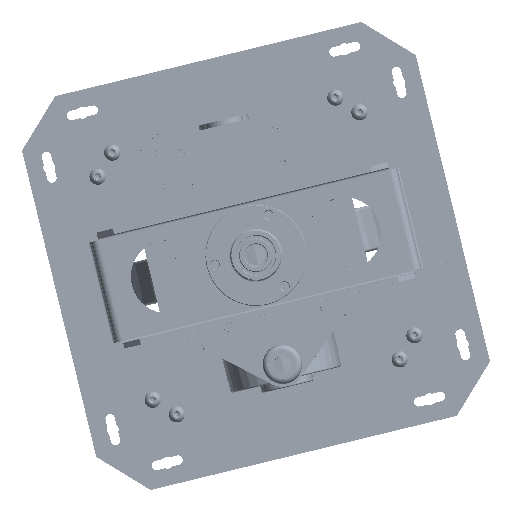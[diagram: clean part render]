
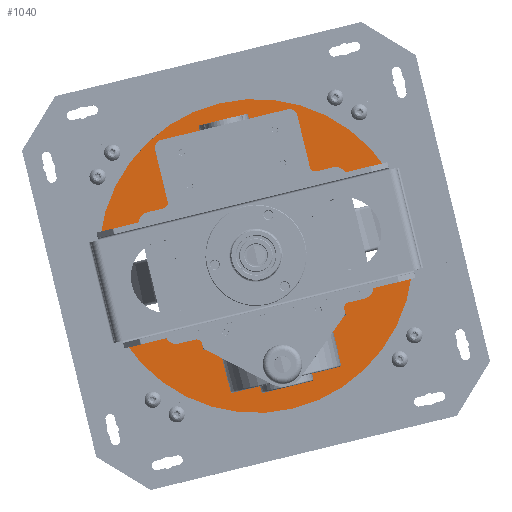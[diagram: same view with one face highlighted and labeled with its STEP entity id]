
A CAD part, top view. The second image highlights one B-rep face of the part: STEP entity #1040.
In plain terms, the highlighted planar face has unit normal (0, 0, 1).
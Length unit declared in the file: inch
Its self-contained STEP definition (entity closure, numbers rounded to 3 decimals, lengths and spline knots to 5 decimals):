
#337=CARTESIAN_POINT('',(1.125,3.50137,0.125));
#338=VERTEX_POINT('',#337);
#339=CARTESIAN_POINT('',(1.125,-1.50137,0.125));
#340=VERTEX_POINT('',#339);
#341=CARTESIAN_POINT('',(1.125,3.50137,0.125));
#342=DIRECTION('',(0.0,-1.0,0.0));
#343=VECTOR('',#342,5.00275);
#344=LINE('',#341,#343);
#345=EDGE_CURVE('',#338,#340,#344,.T.);
#377=CARTESIAN_POINT('',(0.95755,-1.73735,0.125));
#378=VERTEX_POINT('',#377);
#379=CARTESIAN_POINT('',(0.875,-1.50137,0.125));
#380=DIRECTION('',(0.0,0.0,-1.0));
#381=DIRECTION('',(0.33,-0.944,0.0));
#382=AXIS2_PLACEMENT_3D('',#379,#380,#381);
#383=CIRCLE('',#382,0.25);
#384=EDGE_CURVE('',#340,#378,#383,.T.);
#410=CARTESIAN_POINT('',(-0.95755,-1.73735,0.125));
#411=VERTEX_POINT('',#410);
#412=CARTESIAN_POINT('',(0.,1.,0.125));
#413=DIRECTION('',(0.0,0.0,-1.0));
#414=DIRECTION('',(-0.33,-0.944,0.0));
#415=AXIS2_PLACEMENT_3D('',#412,#413,#414);
#416=CIRCLE('',#415,2.9);
#417=EDGE_CURVE('',#378,#411,#416,.T.);
#443=CARTESIAN_POINT('',(-1.125,-1.50137,0.125));
#444=VERTEX_POINT('',#443);
#445=CARTESIAN_POINT('',(-0.875,-1.50137,0.125));
#446=DIRECTION('',(0.0,0.0,-1.0));
#447=DIRECTION('',(-1.0,0.0,0.0));
#448=AXIS2_PLACEMENT_3D('',#445,#446,#447);
#449=CIRCLE('',#448,0.25);
#450=EDGE_CURVE('',#411,#444,#449,.T.);
#476=CARTESIAN_POINT('',(-1.125,-0.75,0.125));
#477=VERTEX_POINT('',#476);
#478=CARTESIAN_POINT('',(-1.125,-1.50137,0.125));
#479=DIRECTION('',(0.0,1.0,0.0));
#480=VECTOR('',#479,0.75137);
#481=LINE('',#478,#480);
#482=EDGE_CURVE('',#444,#477,#481,.T.);
#507=CARTESIAN_POINT('',(-1.25,-0.625,0.125));
#508=VERTEX_POINT('',#507);
#509=CARTESIAN_POINT('',(-1.25,-0.75,0.125));
#510=DIRECTION('',(0.0,0.0,1.0));
#511=DIRECTION('',(-1.0,0.0,0.0));
#512=AXIS2_PLACEMENT_3D('',#509,#510,#511);
#513=CIRCLE('',#512,0.125);
#514=EDGE_CURVE('',#477,#508,#513,.T.);
#540=CARTESIAN_POINT('',(-1.35,-0.625,0.125));
#541=VERTEX_POINT('',#540);
#542=CARTESIAN_POINT('',(-1.25,-0.625,0.125));
#543=DIRECTION('',(-1.0,0.0,0.0));
#544=VECTOR('',#543,0.1);
#545=LINE('',#542,#544);
#546=EDGE_CURVE('',#508,#541,#545,.T.);
#571=CARTESIAN_POINT('',(-1.475,-0.5,0.125));
#572=VERTEX_POINT('',#571);
#573=CARTESIAN_POINT('',(-1.35,-0.5,0.125));
#574=DIRECTION('',(0.0,0.0,-1.0));
#575=DIRECTION('',(-1.0,0.0,0.0));
#576=AXIS2_PLACEMENT_3D('',#573,#574,#575);
#577=CIRCLE('',#576,0.125);
#578=EDGE_CURVE('',#541,#572,#577,.T.);
#604=CARTESIAN_POINT('',(-1.475,2.5005,0.125));
#605=VERTEX_POINT('',#604);
#606=CARTESIAN_POINT('',(-1.475,-0.5,0.125));
#607=DIRECTION('',(0.0,1.0,0.0));
#608=VECTOR('',#607,3.0005);
#609=LINE('',#606,#608);
#610=EDGE_CURVE('',#572,#605,#609,.T.);
#635=CARTESIAN_POINT('',(-1.35,2.6255,0.125));
#636=VERTEX_POINT('',#635);
#637=CARTESIAN_POINT('',(-1.35,2.5005,0.125));
#638=DIRECTION('',(0.0,0.0,-1.0));
#639=DIRECTION('',(0.0,1.0,0.0));
#640=AXIS2_PLACEMENT_3D('',#637,#638,#639);
#641=CIRCLE('',#640,0.125);
#642=EDGE_CURVE('',#605,#636,#641,.T.);
#668=CARTESIAN_POINT('',(-1.25,2.6255,0.125));
#669=VERTEX_POINT('',#668);
#670=CARTESIAN_POINT('',(-1.35,2.6255,0.125));
#671=DIRECTION('',(1.0,0.0,0.0));
#672=VECTOR('',#671,0.1);
#673=LINE('',#670,#672);
#674=EDGE_CURVE('',#636,#669,#673,.T.);
#699=CARTESIAN_POINT('',(-1.125,2.7505,0.125));
#700=VERTEX_POINT('',#699);
#701=CARTESIAN_POINT('',(-1.25,2.7505,0.125));
#702=DIRECTION('',(0.0,0.0,1.0));
#703=DIRECTION('',(0.0,1.0,0.0));
#704=AXIS2_PLACEMENT_3D('',#701,#702,#703);
#705=CIRCLE('',#704,0.125);
#706=EDGE_CURVE('',#669,#700,#705,.T.);
#732=CARTESIAN_POINT('',(-1.125,3.50137,0.125));
#733=VERTEX_POINT('',#732);
#734=CARTESIAN_POINT('',(-1.125,2.7505,0.125));
#735=DIRECTION('',(0.0,1.0,0.0));
#736=VECTOR('',#735,0.75087);
#737=LINE('',#734,#736);
#738=EDGE_CURVE('',#700,#733,#737,.T.);
#763=CARTESIAN_POINT('',(-0.95755,3.73735,0.125));
#764=VERTEX_POINT('',#763);
#765=CARTESIAN_POINT('',(-0.875,3.50137,0.125));
#766=DIRECTION('',(0.0,0.0,-1.));
#767=DIRECTION('',(-0.33,0.944,0.0));
#768=AXIS2_PLACEMENT_3D('',#765,#766,#767);
#769=CIRCLE('',#768,0.25);
#770=EDGE_CURVE('',#733,#764,#769,.T.);
#796=CARTESIAN_POINT('',(0.95755,3.73735,0.125));
#797=VERTEX_POINT('',#796);
#798=CARTESIAN_POINT('',(0.,1.,0.125));
#799=DIRECTION('',(0.0,0.0,-1.0));
#800=DIRECTION('',(0.33,0.944,0.0));
#801=AXIS2_PLACEMENT_3D('',#798,#799,#800);
#802=CIRCLE('',#801,2.9);
#803=EDGE_CURVE('',#764,#797,#802,.T.);
#829=CARTESIAN_POINT('',(0.875,3.50137,0.125));
#830=DIRECTION('',(0.0,0.0,-1.0));
#831=DIRECTION('',(1.0,0.0,0.0));
#832=AXIS2_PLACEMENT_3D('',#829,#830,#831);
#833=CIRCLE('',#832,0.25);
#834=EDGE_CURVE('',#797,#338,#833,.T.);
#856=CARTESIAN_POINT('',(-2.7145,-0.0625,0.125));
#857=VERTEX_POINT('',#856);
#858=CARTESIAN_POINT('',(-2.614,-0.0625,0.125));
#859=DIRECTION('',(0.0,0.0,-1.0));
#860=DIRECTION('',(-1.0,0.0,0.0));
#861=AXIS2_PLACEMENT_3D('',#858,#859,#860);
#862=CIRCLE('',#861,0.1005);
#863=EDGE_CURVE('',#857,#857,#862,.T.);
#876=CARTESIAN_POINT('',(-2.7145,2.0625,0.125));
#877=VERTEX_POINT('',#876);
#878=CARTESIAN_POINT('',(-2.614,2.0625,0.125));
#879=DIRECTION('',(0.0,0.0,-1.0));
#880=DIRECTION('',(-1.0,0.0,0.0));
#881=AXIS2_PLACEMENT_3D('',#878,#879,#880);
#882=CIRCLE('',#881,0.1005);
#883=EDGE_CURVE('',#877,#877,#882,.T.);
#896=CARTESIAN_POINT('',(-1.9505,2.0625,0.125));
#897=VERTEX_POINT('',#896);
#898=CARTESIAN_POINT('',(-1.85,2.0625,0.125));
#899=DIRECTION('',(0.0,0.0,-1.0));
#900=DIRECTION('',(-1.0,0.0,0.0));
#901=AXIS2_PLACEMENT_3D('',#898,#899,#900);
#902=CIRCLE('',#901,0.1005);
#903=EDGE_CURVE('',#897,#897,#902,.T.);
#916=CARTESIAN_POINT('',(-1.9505,-0.0625,0.125));
#917=VERTEX_POINT('',#916);
#918=CARTESIAN_POINT('',(-1.85,-0.0625,0.125));
#919=DIRECTION('',(0.0,0.0,-1.0));
#920=DIRECTION('',(-1.0,0.0,0.0));
#921=AXIS2_PLACEMENT_3D('',#918,#919,#920);
#922=CIRCLE('',#921,0.1005);
#923=EDGE_CURVE('',#917,#917,#922,.T.);
#936=CARTESIAN_POINT('',(1.3995,-0.0625,0.125));
#937=VERTEX_POINT('',#936);
#938=CARTESIAN_POINT('',(1.5,-0.0625,0.125));
#939=DIRECTION('',(0.0,0.0,-1.0));
#940=DIRECTION('',(-1.0,0.0,0.0));
#941=AXIS2_PLACEMENT_3D('',#938,#939,#940);
#942=CIRCLE('',#941,0.1005);
#943=EDGE_CURVE('',#937,#937,#942,.T.);
#956=CARTESIAN_POINT('',(1.3995,2.0625,0.125));
#957=VERTEX_POINT('',#956);
#958=CARTESIAN_POINT('',(1.5,2.0625,0.125));
#959=DIRECTION('',(0.0,0.0,-1.0));
#960=DIRECTION('',(-1.0,0.0,0.0));
#961=AXIS2_PLACEMENT_3D('',#958,#959,#960);
#962=CIRCLE('',#961,0.1005);
#963=EDGE_CURVE('',#957,#957,#962,.T.);
#973=CARTESIAN_POINT('',(3.6075,1.,0.125));
#974=VERTEX_POINT('',#973);
#975=CARTESIAN_POINT('',(0.,1.,0.125));
#976=DIRECTION('',(0.0,0.0,-1.0));
#977=DIRECTION('',(-1.0,0.0,0.0));
#978=AXIS2_PLACEMENT_3D('',#975,#976,#977);
#979=CIRCLE('',#978,3.6075);
#980=EDGE_CURVE('',#974,#974,#979,.T.);
#996=CARTESIAN_POINT('',(0.,1.,0.125));
#997=DIRECTION('',(0.0,0.0,-1.0));
#998=DIRECTION('',(-1.0,0.0,0.0));
#999=AXIS2_PLACEMENT_3D('',#996,#997,#998);
#1000=PLANE('',#999);
#1001=ORIENTED_EDGE('',*,*,#980,.F.);
#1002=EDGE_LOOP('',(#1001));
#1003=FACE_OUTER_BOUND('',#1002,.T.);
#1004=ORIENTED_EDGE('',*,*,#345,.T.);
#1005=ORIENTED_EDGE('',*,*,#384,.T.);
#1006=ORIENTED_EDGE('',*,*,#417,.T.);
#1007=ORIENTED_EDGE('',*,*,#450,.T.);
#1008=ORIENTED_EDGE('',*,*,#482,.T.);
#1009=ORIENTED_EDGE('',*,*,#514,.T.);
#1010=ORIENTED_EDGE('',*,*,#546,.T.);
#1011=ORIENTED_EDGE('',*,*,#578,.T.);
#1012=ORIENTED_EDGE('',*,*,#610,.T.);
#1013=ORIENTED_EDGE('',*,*,#642,.T.);
#1014=ORIENTED_EDGE('',*,*,#674,.T.);
#1015=ORIENTED_EDGE('',*,*,#706,.T.);
#1016=ORIENTED_EDGE('',*,*,#738,.T.);
#1017=ORIENTED_EDGE('',*,*,#770,.T.);
#1018=ORIENTED_EDGE('',*,*,#803,.T.);
#1019=ORIENTED_EDGE('',*,*,#834,.T.);
#1020=EDGE_LOOP('',(#1004,#1005,#1006,#1007,#1008,#1009,#1010,#1011,#1012,#1013,#1014,#1015,#1016,#1017,#1018,#1019));
#1021=FACE_BOUND('',#1020,.T.);
#1022=ORIENTED_EDGE('',*,*,#863,.T.);
#1023=EDGE_LOOP('',(#1022));
#1024=FACE_BOUND('',#1023,.T.);
#1025=ORIENTED_EDGE('',*,*,#883,.T.);
#1026=EDGE_LOOP('',(#1025));
#1027=FACE_BOUND('',#1026,.T.);
#1028=ORIENTED_EDGE('',*,*,#903,.T.);
#1029=EDGE_LOOP('',(#1028));
#1030=FACE_BOUND('',#1029,.T.);
#1031=ORIENTED_EDGE('',*,*,#923,.T.);
#1032=EDGE_LOOP('',(#1031));
#1033=FACE_BOUND('',#1032,.T.);
#1034=ORIENTED_EDGE('',*,*,#943,.T.);
#1035=EDGE_LOOP('',(#1034));
#1036=FACE_BOUND('',#1035,.T.);
#1037=ORIENTED_EDGE('',*,*,#963,.T.);
#1038=EDGE_LOOP('',(#1037));
#1039=FACE_BOUND('',#1038,.T.);
#1040=ADVANCED_FACE('',(#1003,#1021,#1024,#1027,#1030,#1033,#1036,#1039),#1000,.F.);
